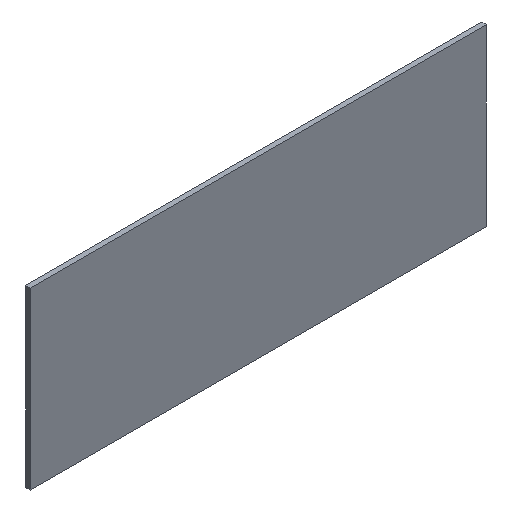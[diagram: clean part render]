
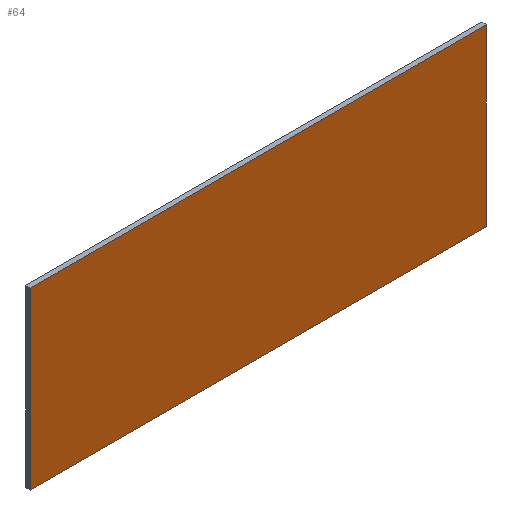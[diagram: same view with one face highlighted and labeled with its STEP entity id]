
A CAD part, isometric view. The second image highlights one B-rep face of the part: STEP entity #64.
In plain terms, the highlighted planar face has unit normal (0, -1, 0).
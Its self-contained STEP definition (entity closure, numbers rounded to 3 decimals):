
#5 = VECTOR ( 'NONE', #117, 1000. ) ;
#13 = VERTEX_POINT ( 'NONE', #234 ) ;
#21 = LINE ( 'NONE', #166, #5 ) ;
#22 = DIRECTION ( 'NONE',  ( -1., 0., 0. ) ) ;
#25 = VECTOR ( 'NONE', #169, 1000. ) ;
#26 = CARTESIAN_POINT ( 'NONE',  ( -600., 0., 230. ) ) ;
#49 = VERTEX_POINT ( 'NONE', #129 ) ;
#53 = ORIENTED_EDGE ( 'NONE', *, *, #218, .F. ) ;
#63 = CARTESIAN_POINT ( 'NONE',  ( 600., 0., 230. ) ) ;
#64 = ADVANCED_FACE ( 'NONE', ( #110 ), #183, .T. ) ;
#69 = EDGE_LOOP ( 'NONE', ( #216, #53, #233, #179 ) ) ;
#76 = AXIS2_PLACEMENT_3D ( 'NONE', #217, #124, #107 ) ;
#78 = LINE ( 'NONE', #187, #185 ) ;
#83 = CARTESIAN_POINT ( 'NONE',  ( -600., 0., 230. ) ) ;
#107 = DIRECTION ( 'NONE',  ( 0., 0., -1. ) ) ;
#110 = FACE_OUTER_BOUND ( 'NONE', #69, .T. ) ;
#111 = EDGE_CURVE ( 'NONE', #13, #175, #78, .T. ) ;
#115 = CARTESIAN_POINT ( 'NONE',  ( -600., 0., -230. ) ) ;
#117 = DIRECTION ( 'NONE',  ( 1., 0., 0. ) ) ;
#124 = DIRECTION ( 'NONE',  ( 0., -1., 0. ) ) ;
#129 = CARTESIAN_POINT ( 'NONE',  ( 600., 0., 230. ) ) ;
#134 = LINE ( 'NONE', #26, #137 ) ;
#135 = LINE ( 'NONE', #63, #25 ) ;
#137 = VECTOR ( 'NONE', #188, 1000. ) ;
#166 = CARTESIAN_POINT ( 'NONE',  ( -600., 0., 230. ) ) ;
#169 = DIRECTION ( 'NONE',  ( 0., 0., -1. ) ) ;
#175 = VERTEX_POINT ( 'NONE', #115 ) ;
#179 = ORIENTED_EDGE ( 'NONE', *, *, #111, .F. ) ;
#183 = PLANE ( 'NONE',  #76 ) ;
#185 = VECTOR ( 'NONE', #22, 1000. ) ;
#187 = CARTESIAN_POINT ( 'NONE',  ( -600., 0., -230. ) ) ;
#188 = DIRECTION ( 'NONE',  ( 0., 0., 1. ) ) ;
#194 = EDGE_CURVE ( 'NONE', #175, #228, #134, .T. ) ;
#216 = ORIENTED_EDGE ( 'NONE', *, *, #229, .F. ) ;
#217 = CARTESIAN_POINT ( 'NONE',  ( 0., 0., 0. ) ) ;
#218 = EDGE_CURVE ( 'NONE', #228, #49, #21, .T. ) ;
#228 = VERTEX_POINT ( 'NONE', #83 ) ;
#229 = EDGE_CURVE ( 'NONE', #49, #13, #135, .T. ) ;
#233 = ORIENTED_EDGE ( 'NONE', *, *, #194, .F. ) ;
#234 = CARTESIAN_POINT ( 'NONE',  ( 600., 0., -230. ) ) ;
